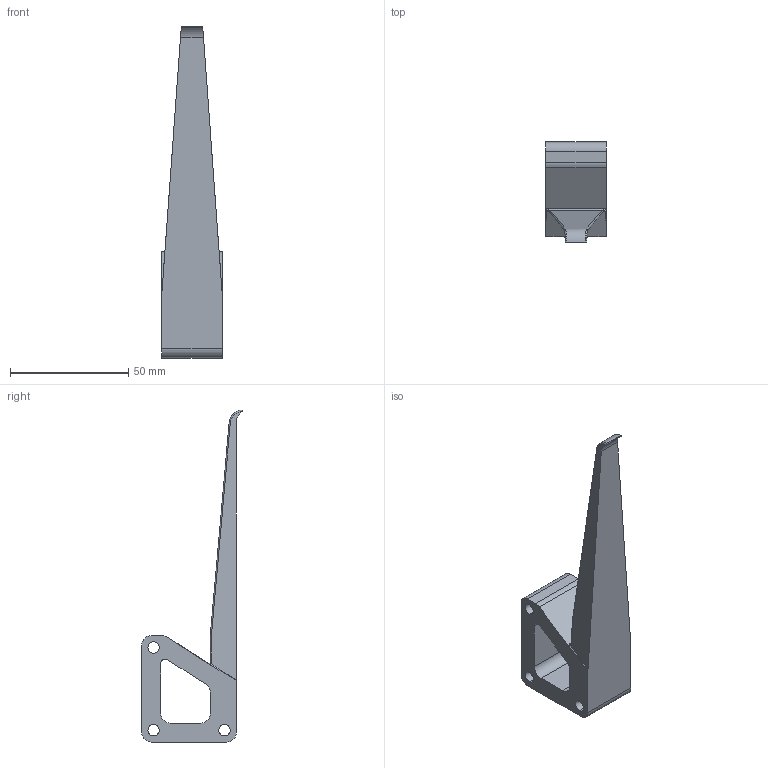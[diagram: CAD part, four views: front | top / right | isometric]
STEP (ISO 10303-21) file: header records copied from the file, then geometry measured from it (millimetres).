
FILE_DESCRIPTION (( 'STEP AP214' ), '1' );
FILE_NAME ('one_finger_backing.STEP', '2025-03-17T22:11:08', ( '' ), ( '' ), 'SwSTEP 2.0', 'SolidWorks 2024', '' );
FILE_SCHEMA (( 'AUTOMOTIVE_DESIGN' ));
Length unit declared in the file: millimetre
Products named in the file (1): one_finger_backing
Bounding box: 25.8 x 42.5 x 140.5 mm (x, y, z)
Volume: 41143.1 mm3; surface area: 14297.7 mm2
Topology: 1 solids, 1 shells, 46 faces, 122 edges, 78 vertices
Faces by surface type: cylinder 21, plane 19, bspline 4, sphere 2
Entity records: 1670 total; most frequent: CARTESIAN_POINT 522, ORIENTED_EDGE 244, DIRECTION 220, EDGE_CURVE 122, VERTEX_POINT 78, AXIS2_PLACEMENT_3D 77, LINE 66, VECTOR 66
